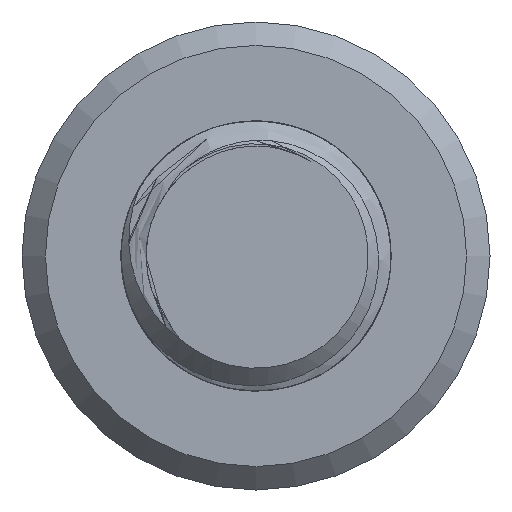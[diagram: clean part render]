
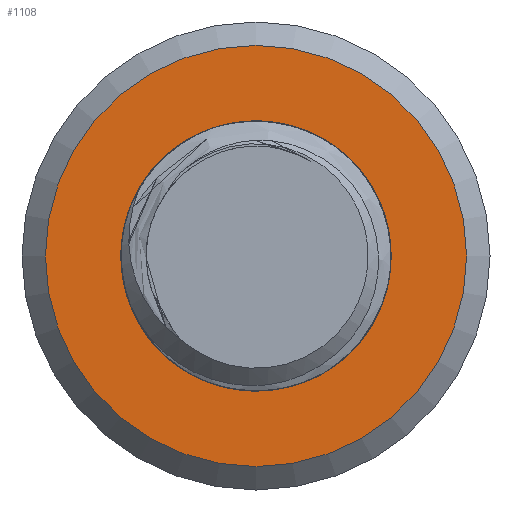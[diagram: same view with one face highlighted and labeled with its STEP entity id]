
A CAD part, left-side view. The second image highlights one B-rep face of the part: STEP entity #1108.
In plain terms, the highlighted face is planar.
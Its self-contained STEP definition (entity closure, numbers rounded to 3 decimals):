
#20=FACE_BOUND('',#178,.T.);
#48=PLANE('',#1203);
#112=FACE_OUTER_BOUND('',#177,.T.);
#177=EDGE_LOOP('',(#1001));
#178=EDGE_LOOP('',(#1002));
#180=CIRCLE('',#1126,2.451);
#196=CIRCLE('',#1202,3.825);
#399=VERTEX_POINT('',#1454);
#501=VERTEX_POINT('',#4493);
#506=EDGE_CURVE('',#399,#399,#180,.T.);
#668=EDGE_CURVE('',#501,#501,#196,.T.);
#1001=ORIENTED_EDGE('',*,*,#668,.T.);
#1002=ORIENTED_EDGE('',*,*,#506,.F.);
#1108=ADVANCED_FACE('',(#112,#20),#48,.F.);
#1126=AXIS2_PLACEMENT_3D('',#1456,#1215,#1216);
#1202=AXIS2_PLACEMENT_3D('',#4495,#1420,#1421);
#1203=AXIS2_PLACEMENT_3D('',#4496,#1422,#1423);
#1215=DIRECTION('center_axis',(0.,0.,1.));
#1216=DIRECTION('ref_axis',(1.,0.,0.));
#1420=DIRECTION('center_axis',(0.,0.,1.));
#1421=DIRECTION('ref_axis',(-1.,0.,0.));
#1422=DIRECTION('center_axis',(0.,0.,-1.));
#1423=DIRECTION('ref_axis',(-1.,0.,0.));
#1454=CARTESIAN_POINT('',(-2.451,0.,-35.));
#1456=CARTESIAN_POINT('Origin',(0.,0.,-35.));
#4493=CARTESIAN_POINT('',(3.825,0.,-35.));
#4495=CARTESIAN_POINT('Origin',(0.,0.,-35.));
#4496=CARTESIAN_POINT('Origin',(0.,0.,-35.));
